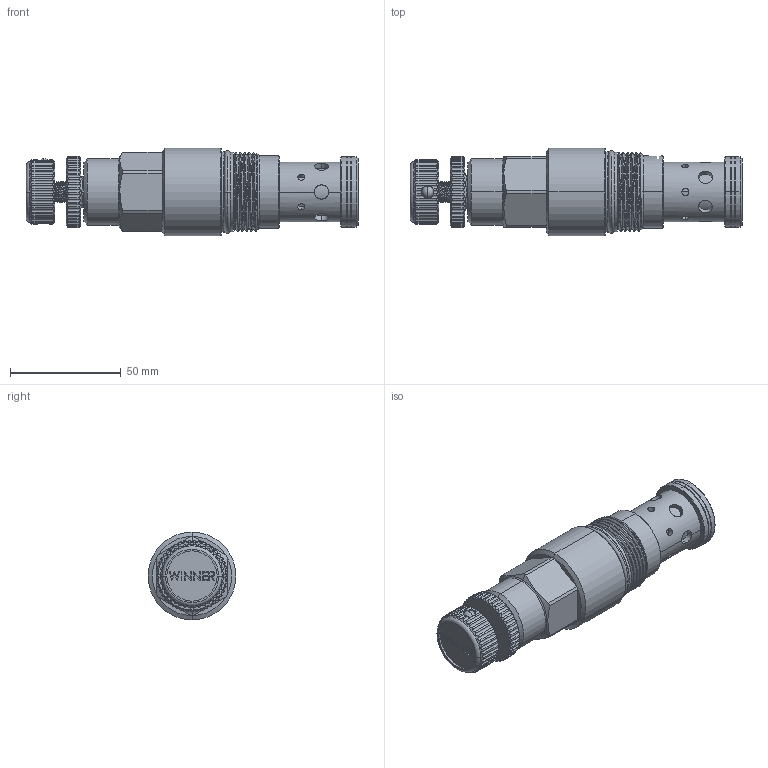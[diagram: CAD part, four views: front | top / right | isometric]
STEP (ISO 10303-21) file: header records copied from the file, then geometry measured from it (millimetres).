
FILE_DESCRIPTION (( 'STEP AP203' ), '1' );
FILE_NAME ('RD16A25-K.STEP', '2021-07-16T06:06:11', ( '' ), ( '' ), 'SwSTEP 2.0', 'SolidWorks 2018', '' );
FILE_SCHEMA (( 'CONFIG_CONTROL_DESIGN' ));
Length unit declared in the file: millimetre
Products named in the file (1): RD16A25-K
Bounding box: 150.1 x 39.67 x 39.67 mm (x, y, z)
Volume: 118872.7 mm3; surface area: 23127.1 mm2
Topology: 2 solids, 2 shells, 524 faces, 1400 edges, 916 vertices
Faces by surface type: cylinder 338, plane 115, cone 41, torus 14, bspline 14, sphere 2
Entity records: 27772 total; most frequent: CARTESIAN_POINT 15247, ORIENTED_EDGE 2800, DIRECTION 2349, EDGE_CURVE 1400, VERTEX_POINT 916, AXIS2_PLACEMENT_3D 879, VECTOR 591, LINE 591
